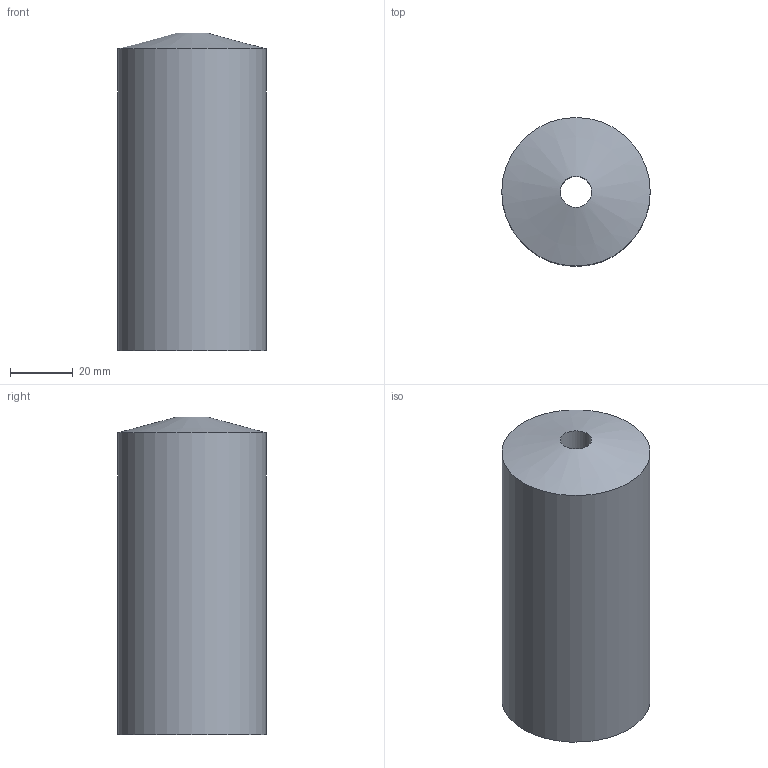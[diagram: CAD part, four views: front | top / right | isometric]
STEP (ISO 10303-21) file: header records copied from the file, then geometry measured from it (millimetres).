
FILE_DESCRIPTION(/* description */ (''),/* implementation_level */ '2;1');
FILE_NAME(/* name */ 'Collimator Insert.stp',/* time_stamp */ '2017-11-29T18:40:31-06:00',/* author */ ('digiovine'),/* organization */ (''),/* preprocessor_version */ 'ST-DEVELOPER v16.5',/* originating_system */ 'Autodesk Inventor 2017',/* authorisation */ '');
FILE_SCHEMA (('AUTOMOTIVE_DESIGN { 1 0 10303 214 3 1 1 }'));
Length unit declared in the file: inch
Products named in the file (1): Silver Insert
Bounding box: 47.5 x 47.5 x 101.6 mm (x, y, z)
Volume: 166867.7 mm3; surface area: 21049.4 mm2
Topology: 1 solids, 1 shells, 4 faces, 9 edges, 6 vertices
Faces by surface type: cylinder 2, cone 1, plane 1
Full cylindrical faces by diameter (mm): 10 x1, 47.498 x1
Entity records: 120 total; most frequent: DIRECTION 18, CARTESIAN_POINT 13, AXIS2_PLACEMENT_3D 9, EDGE_LOOP 8, ORIENTED_EDGE 8, FACE_BOUND 4, FACE_OUTER_BOUND 4, CIRCLE 4
